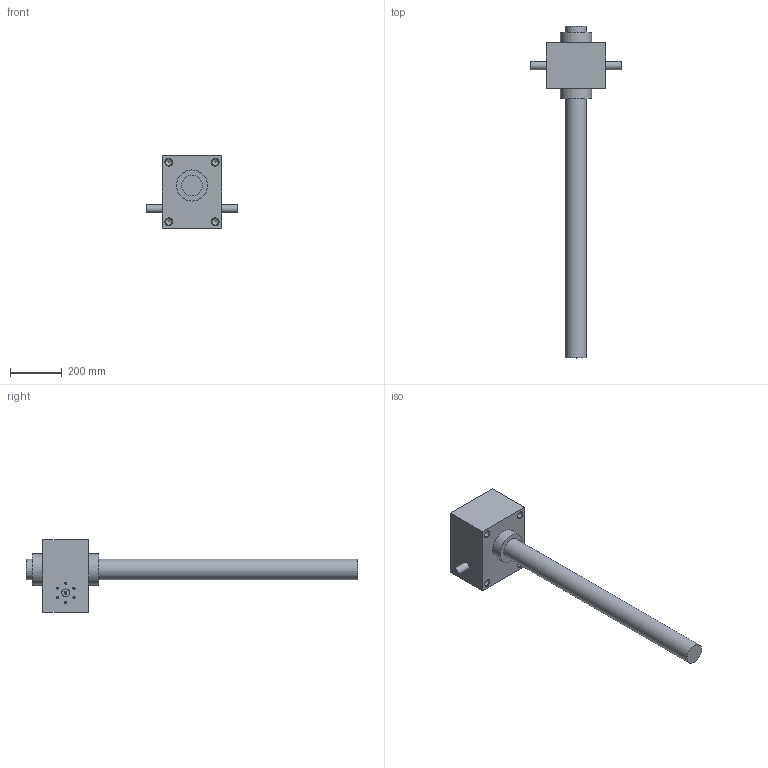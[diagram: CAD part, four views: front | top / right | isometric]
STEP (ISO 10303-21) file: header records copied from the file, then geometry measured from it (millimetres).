
FILE_DESCRIPTION( ( 'STEP AP214' ), ' ' );
FILE_NAME( 'TP8010_B_-_R.1_10_C.1000_-_-_-_-_-_-_-.stp', '2017-08-19T13:57:48', ( '' ), ( '' ), ' ', 'PARTsolutions', ' ' );
FILE_SCHEMA( ( 'AUTOMOTIVE_DESIGN { 1 0 10303 214 1 1 1 1 }' ) );
Length unit declared in the file: millimetre
Products named in the file (4): TP8010_B_-_R.1/10_C.1000_-_-_-_-_-_-_-; _TP8010_1_1_1_1_1_110001-1; _TP8010-2; _TP8010_1000_1_1_11-3
Assembly tree (4 placements, depth 2):
  TP8010_B_-_R.1/10_C.1000_-_-_-_-_-_-_-
    _TP8010_1_1_1_1_1_110001-1
    _TP8010-2  x2
    _TP8010_1000_1_1_11-3
Bounding box: 350 x 1281 x 280 mm (x, y, z)
Volume: 17529579.8 mm3; surface area: 814972.6 mm2
Topology: 4 solids, 4 shells, 205 faces, 521 edges, 336 vertices
Faces by surface type: plane 94, cylinder 65, cone 46
Full cylindrical faces by diameter (mm): 6.647 x12, 8.376 x2, 26.211 x8, 30 x3, 70 x1, 80 x1, 120 x2
Entity records: 6998 total; most frequent: CARTESIAN_POINT 966, DIRECTION 934, ORIENTED_EDGE 790, EDGE_CURVE 395, AXIS2_PLACEMENT_3D 342, VERTEX_POINT 310, EDGE_LOOP 280, LINE 250
